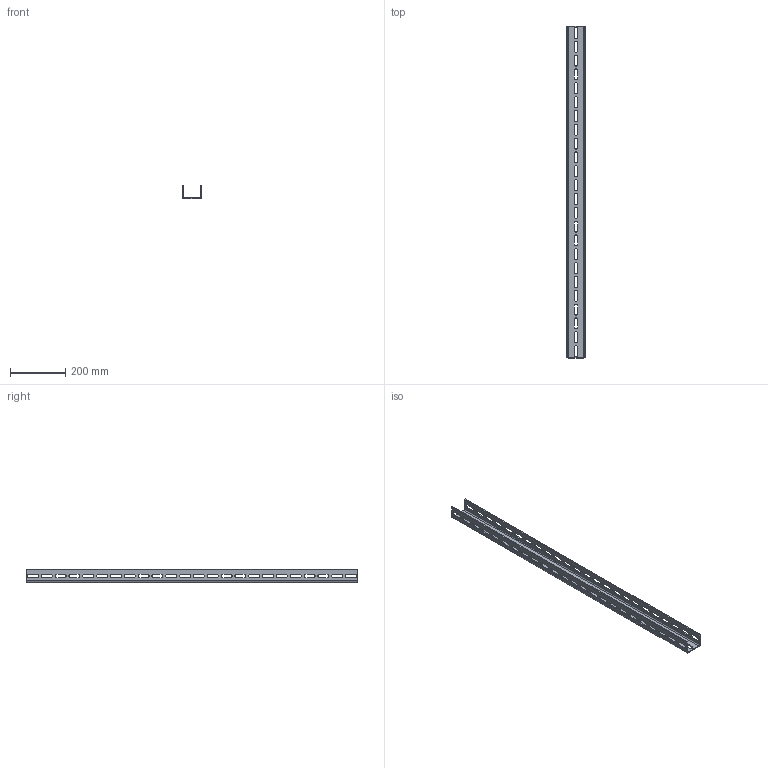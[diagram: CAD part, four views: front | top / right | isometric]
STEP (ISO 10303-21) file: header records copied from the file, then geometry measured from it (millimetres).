
FILE_DESCRIPTION((''),'2;1');
FILE_NAME('6340288_REFERENZ','2012-07-23T',('AndreasKeweloh'),(''),'PRO/ENGINEER BY PARAMETRIC TECHNOLOGY CORPORATION, 2012130','PRO/ENGINEER BY PARAMETRIC TECHNOLOGY CORPORATION, 2012130','');
FILE_SCHEMA(('CONFIG_CONTROL_DESIGN'));
Length unit declared in the file: millimetre
Products named in the file (1): 6340288_REFERENZ
Bounding box: 70 x 1200 x 50 mm (x, y, z)
Volume: 603711.7 mm3; surface area: 340353.6 mm2
Topology: 1 solids, 1 shells, 302 faces, 900 edges, 600 vertices
Faces by surface type: plane 154, cylinder 148
Entity records: 10546 total; most frequent: CARTESIAN_POINT 1802, DIRECTION 1800, ORIENTED_EDGE 1800, EDGE_CURVE 900, VECTOR 604, LINE 604, VERTEX_POINT 600, AXIS2_PLACEMENT_3D 598
